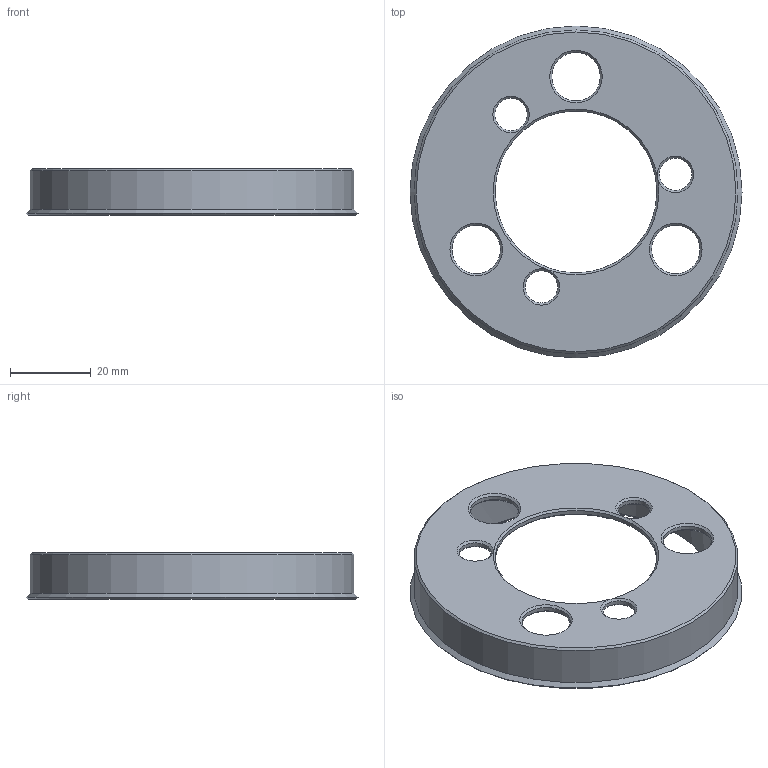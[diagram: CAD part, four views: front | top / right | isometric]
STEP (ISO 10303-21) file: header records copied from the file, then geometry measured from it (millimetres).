
FILE_DESCRIPTION(/* description */ (''),/* implementation_level */ '2;1');
FILE_NAME(/* name */ 'planetary_bearing_spacer.stp',/* time_stamp */ '2024-06-29T23:10:06-07:00',/* author */ ('aaron'),/* organization */ (''),/* preprocessor_version */ 'ST-DEVELOPER v19.2',/* originating_system */ 'Autodesk Inventor 2023',/* authorisation */ '');
FILE_SCHEMA (('AUTOMOTIVE_DESIGN { 1 0 10303 214 3 1 1 }'));
Length unit declared in the file: millimetre
Products named in the file (1): planet_bearing_spacer
Bounding box: 82.1 x 82.1 x 11.6 mm (x, y, z)
Volume: 18173.1 mm3; surface area: 12149 mm2
Topology: 1 solids, 1 shells, 30 faces, 85 edges, 49 vertices
Faces by surface type: cone 18, cylinder 9, plane 3
Full cylindrical faces by diameter (mm): 8 x3, 12 x3, 40 x1, 69.85 x1, 80.1 x1
Entity records: 1099 total; most frequent: DIRECTION 199, CARTESIAN_POINT 180, ORIENTED_EDGE 170, AXIS2_PLACEMENT_3D 86, EDGE_CURVE 85, CIRCLE 55, VERTEX_POINT 49, EDGE_LOOP 36
